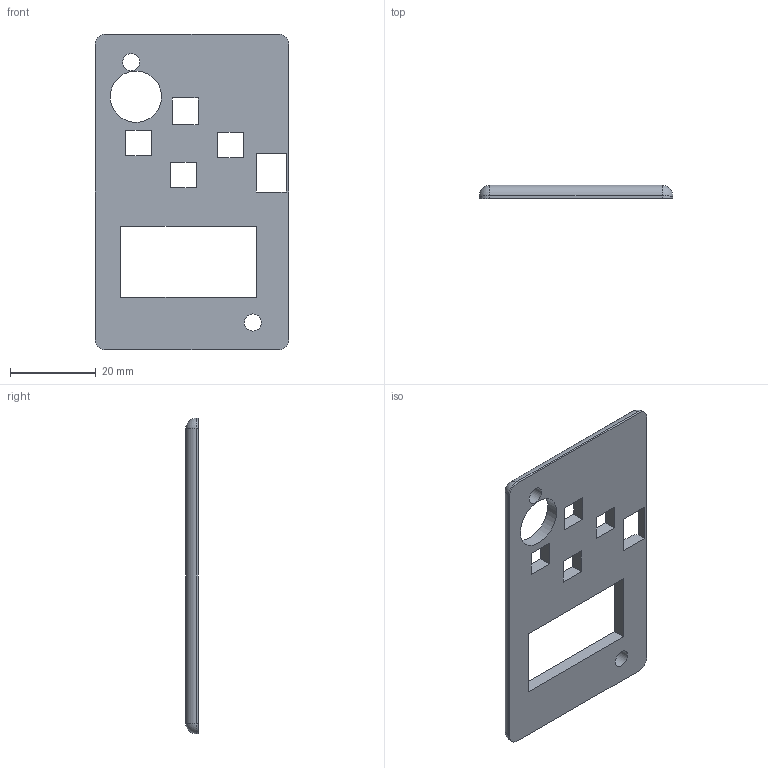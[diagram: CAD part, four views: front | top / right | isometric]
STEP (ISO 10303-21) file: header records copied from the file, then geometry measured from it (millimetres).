
FILE_DESCRIPTION(/* description */ (''),/* implementation_level */ '2;1');
FILE_NAME(/* name */ 'TopCase.step',/* time_stamp */ '2026-02-23T12:55:16+05:30',/* author */ (''),/* organization */ (''),/* preprocessor_version */ 'ST-DEVELOPER v20.1',/* originating_system */ 'Autodesk Translation Framework v14.24.0.0',/* authorisation */ '');
FILE_SCHEMA (('AUTOMOTIVE_DESIGN { 1 0 10303 214 3 1 1 }'));
Length unit declared in the file: millimetre
Products named in the file (1): 2026-02-15-09-31-26-771
Bounding box: 45.24 x 3 x 73.79 mm (x, y, z)
Volume: 7080.3 mm3; surface area: 6223.1 mm2
Topology: 1 solids, 1 shells, 45 faces, 120 edges, 76 vertices
Faces by surface type: plane 30, cylinder 11, sphere 4
Full cylindrical faces by diameter (mm): 4 x2, 12 x1
Entity records: 1451 total; most frequent: CARTESIAN_POINT 242, ORIENTED_EDGE 240, DIRECTION 236, EDGE_CURVE 120, LINE 96, VECTOR 96, VERTEX_POINT 76, AXIS2_PLACEMENT_3D 70
